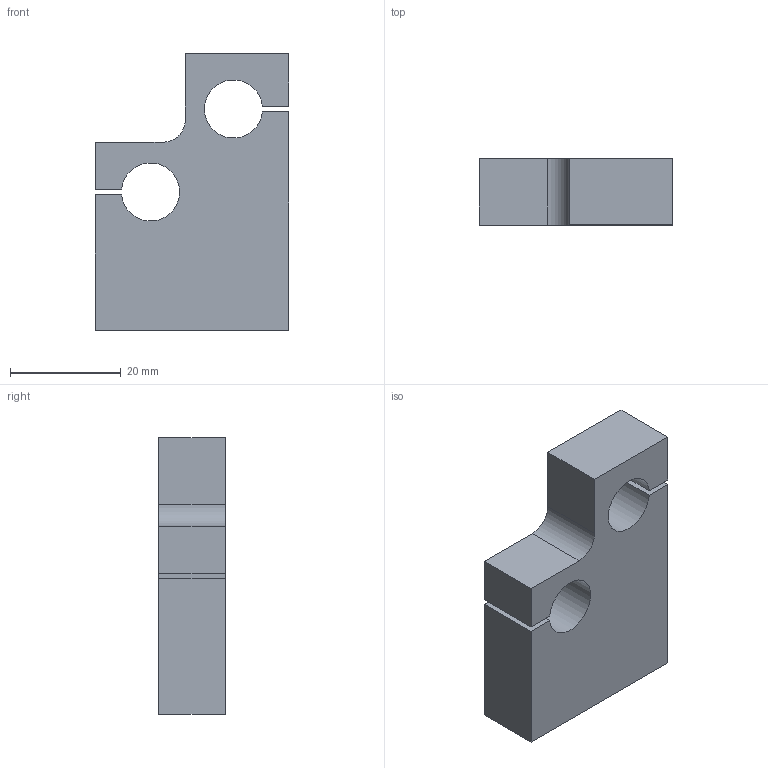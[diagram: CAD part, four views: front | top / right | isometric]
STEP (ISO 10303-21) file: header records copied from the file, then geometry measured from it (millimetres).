
FILE_DESCRIPTION(/* description */ ('Unknown'),/* implementation_level */ '2;1');
FILE_NAME(/* name */ 'spritzenhalter2',/* time_stamp */ '2023-09-18T10:09:21+02:00',/* author */ ('Unknown'),/* organization */ ('Unknown'),/* preprocessor_version */ 'ST-DEVELOPER v18.1',/* originating_system */ 'Solid Edge',/* authorisation */ 'Unknown');
FILE_SCHEMA (('AUTOMOTIVE_DESIGN {1 0 10303 214 3 1 1}'));
Length unit declared in the file: millimetre
Products named in the file (1): spritzenhalter2
Bounding box: 35 x 12 x 50 mm (x, y, z)
Volume: 15723.4 mm3; surface area: 6923 mm2
Topology: 1 solids, 2 shells, 18 faces, 60 edges, 45 vertices
Faces by surface type: plane 15, cylinder 3
Entity records: 698 total; most frequent: CARTESIAN_POINT 124, DIRECTION 107, ORIENTED_EDGE 105, EDGE_CURVE 60, LINE 51, VECTOR 51, VERTEX_POINT 45, AXIS2_PLACEMENT_3D 28
